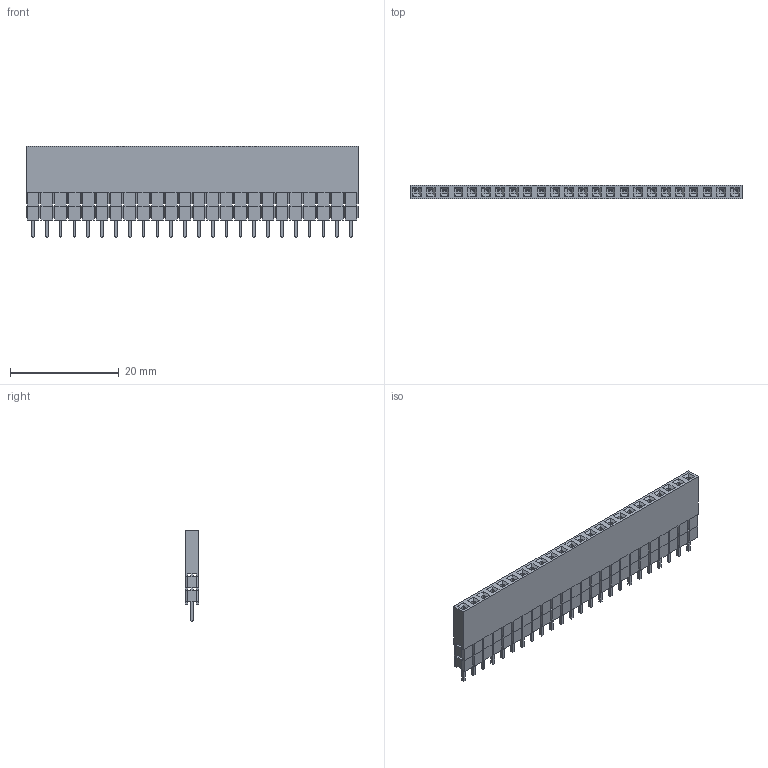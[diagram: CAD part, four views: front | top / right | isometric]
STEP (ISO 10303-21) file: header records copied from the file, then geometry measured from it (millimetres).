
FILE_DESCRIPTION(('FreeCAD Model'),'2;1');
FILE_NAME('Socket_Strip_Straight_L13.6_P2.5_01x24.step','2019-08-27T02:57:09',('Author'),(''), 'Open CASCADE STEP processor 6.8','FreeCAD','Unknown');
FILE_SCHEMA(('AUTOMOTIVE_DESIGN { 1 0 10303 214 1 1 1 1 }'));
Length unit declared in the file: millimetre
Products named in the file (1): Socket_Strip_Straight_L13.6_P2.5_01x24
Bounding box: 60.96 x 2.54 x 16.78 mm (x, y, z)
Volume: 1852.2 mm3; surface area: 3411.7 mm2
Topology: 1 solids, 1 shells, 1526 faces, 3726 edges, 2132 vertices
Faces by surface type: plane 1526
Entity records: 53594 total; most frequent: ORIENTED_EDGE 7452, CARTESIAN_POINT 7385, DIRECTION 6780, EDGE_CURVE 3726, LINE 3726, VECTOR 3726, VERTEX_POINT 2132, FACE_BOUND 1694
